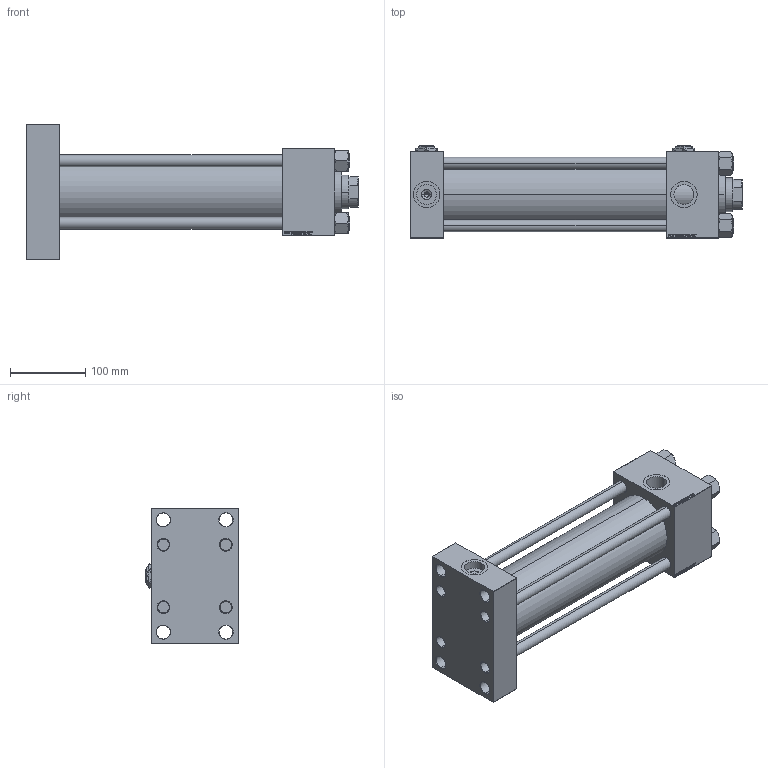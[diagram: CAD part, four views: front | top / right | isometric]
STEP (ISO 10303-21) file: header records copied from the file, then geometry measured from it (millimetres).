
FILE_DESCRIPTION (( 'STEP AP203' ), '1' );
FILE_NAME ('7054.STEP', '2022-04-15T20:35:31', ( '' ), ( '' ), 'SwSTEP 2.0', 'SolidWorks 2019', '' );
FILE_SCHEMA (( 'CONFIG_CONTROL_DESIGN' ));
Length unit declared in the file: millimetre
Products named in the file (7): V215CR_E_Body 7f6813ab8bc978d80ba19860e94ae128; Zatka_pro_OIL_PORT 7f6813ab8bc978d80ba19860e94ae128; V215CR_VCP_E 7f6813ab8bc978d80ba19860e94ae128; V215CR_TYCINKA_E 7f6813ab8bc978d80ba19860e94ae128; V215_VC_A 7f6813ab8bc978d80ba19860e94ae128; 7054; NUT_M5_E 7f6813ab8bc978d80ba19860e94ae128
Assembly tree (13 placements, depth 2):
  7054
    V215CR_E_Body 7f6813ab8bc978d80ba19860e94ae128
    V215CR_VCP_E 7f6813ab8bc978d80ba19860e94ae128
    V215CR_TYCINKA_E 7f6813ab8bc978d80ba19860e94ae128  x4
    NUT_M5_E 7f6813ab8bc978d80ba19860e94ae128  x4
    V215_VC_A 7f6813ab8bc978d80ba19860e94ae128
    Zatka_pro_OIL_PORT 7f6813ab8bc978d80ba19860e94ae128  x2
Bounding box: 440 x 122 x 180 mm (x, y, z)
Volume: 2833251.5 mm3; surface area: 521529.9 mm2
Topology: 13 solids, 13 shells, 1290 faces, 3251 edges, 2100 vertices
Faces by surface type: plane 595, bspline 392, cone 194, cylinder 101, torus 8
Entity records: 52678 total; most frequent: CARTESIAN_POINT 27872, ORIENTED_EDGE 5574, DIRECTION 3637, EDGE_CURVE 2787, VERTEX_POINT 1820, LINE 1627, VECTOR 1627, EDGE_LOOP 1235
